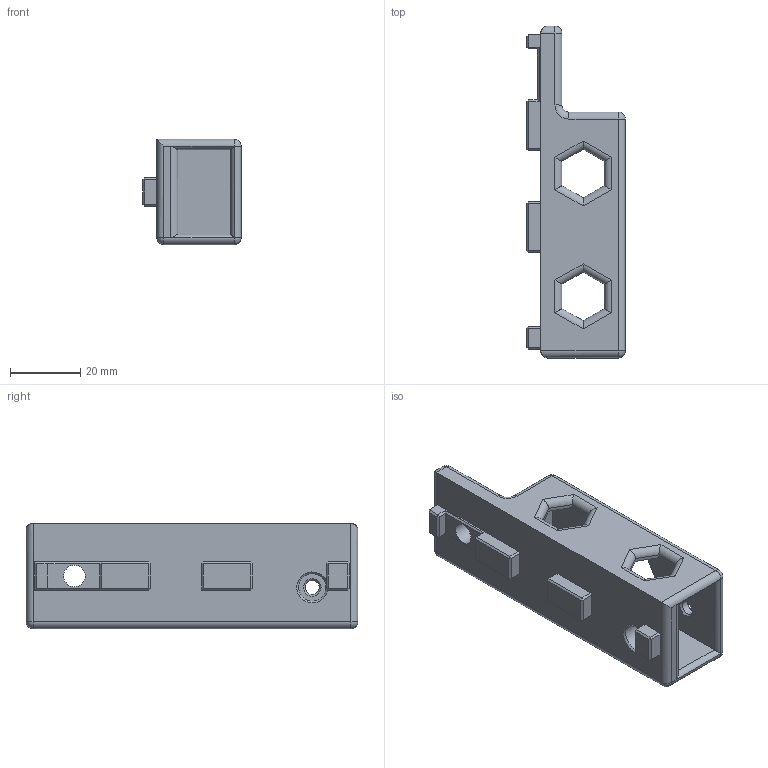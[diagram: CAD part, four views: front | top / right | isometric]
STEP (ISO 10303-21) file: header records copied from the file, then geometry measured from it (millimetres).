
FILE_DESCRIPTION(/* description */ (''),/* implementation_level */ '2;1');
FILE_NAME(/* name */ 'PSU-Z-Connector-1x-2.0.step',/* time_stamp */ '2018-02-24T22:43:24+01:00',/* author */ ('wolfgang.schadow'),/* organization */ (''),/* preprocessor_version */ 'ST-DEVELOPER v16.13',/* originating_system */ 'Autodesk Translation Framework v6.5.0.72',/* authorisation */ '');
FILE_SCHEMA (('AUTOMOTIVE_DESIGN { 1 0 10303 214 3 1 1 }'));
Length unit declared in the file: millimetre
Products named in the file (1): PSU-Z-Connector-1x-1.1
Bounding box: 28 x 94.5 x 30 mm (x, y, z)
Volume: 28284.6 mm3; surface area: 14926.3 mm2
Topology: 1 solids, 1 shells, 169 faces, 392 edges, 223 vertices
Faces by surface type: plane 102, cylinder 54, sphere 8, cone 3, torus 2
Full cylindrical faces by diameter (mm): 4 x1, 6.2 x1, 7.8 x1
Entity records: 4709 total; most frequent: CARTESIAN_POINT 815, DIRECTION 806, ORIENTED_EDGE 784, EDGE_CURVE 392, LINE 310, VECTOR 310, AXIS2_PLACEMENT_3D 248, VERTEX_POINT 223
